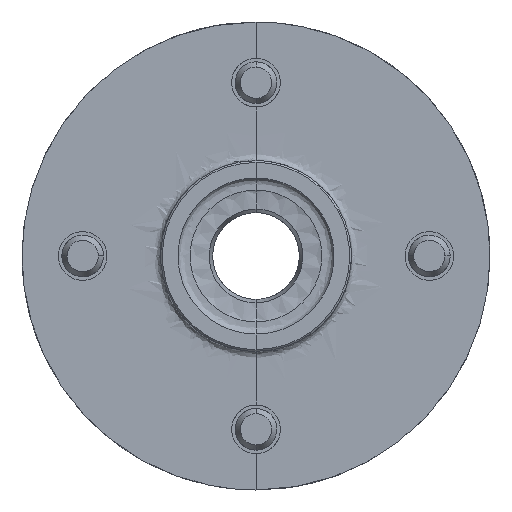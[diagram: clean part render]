
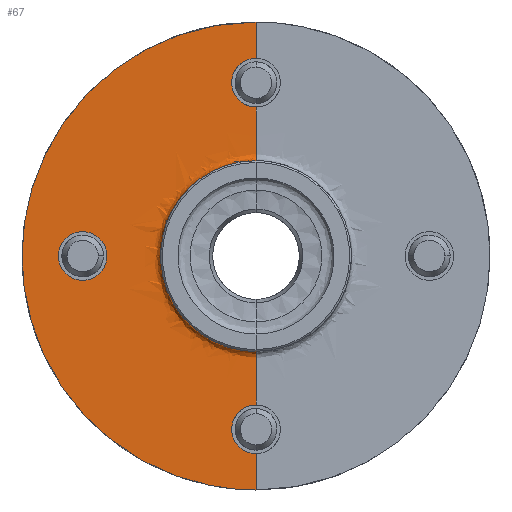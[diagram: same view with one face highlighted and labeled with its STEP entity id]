
A CAD part, front view. The second image highlights one B-rep face of the part: STEP entity #67.
In plain terms, the highlighted free-form (B-spline) face has degree [2, 2] with [5, 7] control points.
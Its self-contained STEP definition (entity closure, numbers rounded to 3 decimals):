
#24=FACE_BOUND('',#384,.T.);
#67=ADVANCED_FACE('',(#225,#24),#2341,.T.);
#225=FACE_OUTER_BOUND('',#383,.T.);
#383=EDGE_LOOP('',(#670,#671,#672,#673,#674,#675,#676,#677,#678,#679));
#384=EDGE_LOOP('',(#680,#681));
#670=ORIENTED_EDGE('',*,*,#1597,.T.);
#671=ORIENTED_EDGE('',*,*,#1601,.T.);
#672=ORIENTED_EDGE('',*,*,#1531,.T.);
#673=ORIENTED_EDGE('',*,*,#1598,.T.);
#674=ORIENTED_EDGE('',*,*,#1404,.F.);
#675=ORIENTED_EDGE('',*,*,#1573,.F.);
#676=ORIENTED_EDGE('',*,*,#1568,.T.);
#677=ORIENTED_EDGE('',*,*,#1683,.T.);
#678=ORIENTED_EDGE('',*,*,#1391,.F.);
#679=ORIENTED_EDGE('',*,*,#1390,.T.);
#680=ORIENTED_EDGE('',*,*,#1541,.T.);
#681=ORIENTED_EDGE('',*,*,#1655,.T.);
#1390=EDGE_CURVE('',#2134,#2263,#1746,.T.);
#1391=EDGE_CURVE('',#2134,#2248,#2015,.T.);
#1404=EDGE_CURVE('',#2146,#2266,#1750,.T.);
#1531=EDGE_CURVE('',#2225,#2265,#1869,.T.);
#1541=EDGE_CURVE('',#2231,#2297,#1877,.T.);
#1568=EDGE_CURVE('',#2247,#2313,#1897,.T.);
#1573=EDGE_CURVE('',#2247,#2146,#1902,.T.);
#1597=EDGE_CURVE('',#2263,#2264,#2051,.T.);
#1598=EDGE_CURVE('',#2265,#2266,#1917,.T.);
#1601=EDGE_CURVE('',#2264,#2225,#1920,.T.);
#1655=EDGE_CURVE('',#2297,#2231,#1960,.T.);
#1683=EDGE_CURVE('',#2313,#2248,#1980,.T.);
#1746=(
BOUNDED_CURVE()
B_SPLINE_CURVE(2,(#4575,#4576,#4577,#4578,#4579),.UNSPECIFIED.,.F.,.F.)
B_SPLINE_CURVE_WITH_KNOTS((3,2,3),(0.,106.029,212.058),
 .UNSPECIFIED.)
CURVE()
GEOMETRIC_REPRESENTATION_ITEM()
RATIONAL_B_SPLINE_CURVE((1.,0.707,1.,0.707,1.))
REPRESENTATION_ITEM('')
);
#1750=(
BOUNDED_CURVE()
B_SPLINE_CURVE(2,(#4619,#4620,#4621,#4622,#4623),.UNSPECIFIED.,.F.,.F.)
B_SPLINE_CURVE_WITH_KNOTS((3,2,3),(0.,106.029,212.058),
 .UNSPECIFIED.)
CURVE()
GEOMETRIC_REPRESENTATION_ITEM()
RATIONAL_B_SPLINE_CURVE((1.,0.707,1.,0.707,1.))
REPRESENTATION_ITEM('')
);
#1869=(
BOUNDED_CURVE()
B_SPLINE_CURVE(2,(#4999,#5000,#5001),.UNSPECIFIED.,.F.,.F.)
B_SPLINE_CURVE_WITH_KNOTS((3,3),(-43.982,-32.987),
 .UNSPECIFIED.)
CURVE()
GEOMETRIC_REPRESENTATION_ITEM()
RATIONAL_B_SPLINE_CURVE((1.,0.707,1.))
REPRESENTATION_ITEM('')
);
#1877=(
BOUNDED_CURVE()
B_SPLINE_CURVE(2,(#5035,#5036,#5037,#5038,#5039),.UNSPECIFIED.,.F.,.F.)
B_SPLINE_CURVE_WITH_KNOTS((3,2,3),(-43.982,-32.987,
-21.991),.UNSPECIFIED.)
CURVE()
GEOMETRIC_REPRESENTATION_ITEM()
RATIONAL_B_SPLINE_CURVE((1.,0.707,1.,0.707,1.))
REPRESENTATION_ITEM('')
);
#1897=(
BOUNDED_CURVE()
B_SPLINE_CURVE(2,(#5137,#5138,#5139),.UNSPECIFIED.,.F.,.F.)
B_SPLINE_CURVE_WITH_KNOTS((3,3),(-32.987,-21.991),
 .UNSPECIFIED.)
CURVE()
GEOMETRIC_REPRESENTATION_ITEM()
RATIONAL_B_SPLINE_CURVE((1.,0.707,1.))
REPRESENTATION_ITEM('')
);
#1902=(
BOUNDED_CURVE()
B_SPLINE_CURVE(2,(#5153,#5154,#5155,#5156,#5157,#5158,#5159),
 .UNSPECIFIED.,.F.,.F.)
B_SPLINE_CURVE_WITH_KNOTS((3,2,2,3),(225.041,238.541,241.682,
244.182),.UNSPECIFIED.)
CURVE()
GEOMETRIC_REPRESENTATION_ITEM()
RATIONAL_B_SPLINE_CURVE((1.,1.,1.,0.707,1.,1.,1.))
REPRESENTATION_ITEM('')
);
#1917=(
BOUNDED_CURVE()
B_SPLINE_CURVE(2,(#5250,#5251,#5252,#5253,#5254,#5255,#5256),
 .UNSPECIFIED.,.F.,.F.)
B_SPLINE_CURVE_WITH_KNOTS((3,2,2,3),(225.041,238.541,241.682,
244.182),.UNSPECIFIED.)
CURVE()
GEOMETRIC_REPRESENTATION_ITEM()
RATIONAL_B_SPLINE_CURVE((1.,1.,1.,0.707,1.,1.,1.))
REPRESENTATION_ITEM('')
);
#1920=(
BOUNDED_CURVE()
B_SPLINE_CURVE(2,(#5267,#5268,#5269),.UNSPECIFIED.,.F.,.F.)
B_SPLINE_CURVE_WITH_KNOTS((3,3),(-10.996,0.),.UNSPECIFIED.)
CURVE()
GEOMETRIC_REPRESENTATION_ITEM()
RATIONAL_B_SPLINE_CURVE((1.,0.707,1.))
REPRESENTATION_ITEM('')
);
#1960=(
BOUNDED_CURVE()
B_SPLINE_CURVE(2,(#5467,#5468,#5469,#5470,#5471),.UNSPECIFIED.,.F.,.F.)
B_SPLINE_CURVE_WITH_KNOTS((3,2,3),(-21.991,-10.996,0.),
 .UNSPECIFIED.)
CURVE()
GEOMETRIC_REPRESENTATION_ITEM()
RATIONAL_B_SPLINE_CURVE((1.,0.707,1.,0.707,1.))
REPRESENTATION_ITEM('')
);
#1980=(
BOUNDED_CURVE()
B_SPLINE_CURVE(2,(#5567,#5568,#5569),.UNSPECIFIED.,.F.,.F.)
B_SPLINE_CURVE_WITH_KNOTS((3,3),(-21.991,-10.996),
 .UNSPECIFIED.)
CURVE()
GEOMETRIC_REPRESENTATION_ITEM()
RATIONAL_B_SPLINE_CURVE((1.,0.707,1.))
REPRESENTATION_ITEM('')
);
#2015=B_SPLINE_CURVE_WITH_KNOTS('',1,(#4580,#4581),.UNSPECIFIED.,.F.,.F.,
(2,2),(200.541,211.041),.UNSPECIFIED.);
#2051=B_SPLINE_CURVE_WITH_KNOTS('',1,(#5248,#5249),.UNSPECIFIED.,.F.,.F.,
(2,2),(200.541,211.041),.UNSPECIFIED.);
#2134=VERTEX_POINT('',#4120);
#2146=VERTEX_POINT('',#4132);
#2225=VERTEX_POINT('',#4211);
#2231=VERTEX_POINT('',#4217);
#2247=VERTEX_POINT('',#4233);
#2248=VERTEX_POINT('',#4234);
#2263=VERTEX_POINT('',#4249);
#2264=VERTEX_POINT('',#4250);
#2265=VERTEX_POINT('',#4251);
#2266=VERTEX_POINT('',#4252);
#2297=VERTEX_POINT('',#4283);
#2313=VERTEX_POINT('',#4299);
#2341=(
BOUNDED_SURFACE()
B_SPLINE_SURFACE(2,2,((#2816,#2817,#2818,#2819,#2820,#2821,#2822),(#2823,
#2824,#2825,#2826,#2827,#2828,#2829),(#2830,#2831,#2832,#2833,#2834,#2835,
#2836),(#2837,#2838,#2839,#2840,#2841,#2842,#2843),(#2844,#2845,#2846,#2847,
#2848,#2849,#2850)),.UNSPECIFIED.,.F.,.F.,.F.)
B_SPLINE_SURFACE_WITH_KNOTS((3,2,3),(3,2,2,3),(0.,106.029,212.058),
(200.541,238.541,241.682,244.182),
 .UNSPECIFIED.)
GEOMETRIC_REPRESENTATION_ITEM()
RATIONAL_B_SPLINE_SURFACE(((1.,1.,1.,0.707,1.,1.,1.),(0.707,
0.707,0.707,0.5,0.707,0.707,
0.707),(1.,1.,1.,0.707,1.,1.,1.),(0.707,
0.707,0.707,0.5,0.707,0.707,
0.707),(1.,1.,1.,0.707,1.,1.,1.)))
REPRESENTATION_ITEM('')
SURFACE()
);
#2816=CARTESIAN_POINT('',(0.,-54.5,67.5));
#2817=CARTESIAN_POINT('',(0.,-54.5,48.5));
#2818=CARTESIAN_POINT('',(0.,-54.5,29.5));
#2819=CARTESIAN_POINT('',(0.,-54.5,27.5));
#2820=CARTESIAN_POINT('',(0.,-56.5,27.5));
#2821=CARTESIAN_POINT('',(0.,-57.75,27.5));
#2822=CARTESIAN_POINT('',(0.,-59.,27.5));
#2823=CARTESIAN_POINT('',(-67.5,-54.5,67.5));
#2824=CARTESIAN_POINT('',(-48.5,-54.5,48.5));
#2825=CARTESIAN_POINT('',(-29.5,-54.5,29.5));
#2826=CARTESIAN_POINT('',(-27.5,-54.5,27.5));
#2827=CARTESIAN_POINT('',(-27.5,-56.5,27.5));
#2828=CARTESIAN_POINT('',(-27.5,-57.75,27.5));
#2829=CARTESIAN_POINT('',(-27.5,-59.,27.5));
#2830=CARTESIAN_POINT('',(-67.5,-54.5,0.));
#2831=CARTESIAN_POINT('',(-48.5,-54.5,0.));
#2832=CARTESIAN_POINT('',(-29.5,-54.5,0.));
#2833=CARTESIAN_POINT('',(-27.5,-54.5,0.));
#2834=CARTESIAN_POINT('',(-27.5,-56.5,0.));
#2835=CARTESIAN_POINT('',(-27.5,-57.75,0.));
#2836=CARTESIAN_POINT('',(-27.5,-59.,0.));
#2837=CARTESIAN_POINT('',(-67.5,-54.5,-67.5));
#2838=CARTESIAN_POINT('',(-48.5,-54.5,-48.5));
#2839=CARTESIAN_POINT('',(-29.5,-54.5,-29.5));
#2840=CARTESIAN_POINT('',(-27.5,-54.5,-27.5));
#2841=CARTESIAN_POINT('',(-27.5,-56.5,-27.5));
#2842=CARTESIAN_POINT('',(-27.5,-57.75,-27.5));
#2843=CARTESIAN_POINT('',(-27.5,-59.,-27.5));
#2844=CARTESIAN_POINT('',(0.,-54.5,-67.5));
#2845=CARTESIAN_POINT('',(0.,-54.5,-48.5));
#2846=CARTESIAN_POINT('',(0.,-54.5,-29.5));
#2847=CARTESIAN_POINT('',(0.,-54.5,-27.5));
#2848=CARTESIAN_POINT('',(0.,-56.5,-27.5));
#2849=CARTESIAN_POINT('',(0.,-57.75,-27.5));
#2850=CARTESIAN_POINT('',(0.,-59.,-27.5));
#4120=CARTESIAN_POINT('',(0.,-54.5,67.5));
#4132=CARTESIAN_POINT('',(0.,-59.,27.5));
#4211=CARTESIAN_POINT('',(-7.,-54.5,-50.));
#4217=CARTESIAN_POINT('',(-50.,-54.5,7.));
#4233=CARTESIAN_POINT('',(0.,-54.5,43.));
#4234=CARTESIAN_POINT('',(0.,-54.5,57.));
#4249=CARTESIAN_POINT('',(0.,-54.5,-67.5));
#4250=CARTESIAN_POINT('',(0.,-54.5,-57.));
#4251=CARTESIAN_POINT('',(0.,-54.5,-43.));
#4252=CARTESIAN_POINT('',(0.,-59.,-27.5));
#4283=CARTESIAN_POINT('',(-50.,-54.5,-7.));
#4299=CARTESIAN_POINT('',(-7.,-54.5,50.));
#4575=CARTESIAN_POINT('',(0.,-54.5,67.5));
#4576=CARTESIAN_POINT('',(-67.5,-54.5,67.5));
#4577=CARTESIAN_POINT('',(-67.5,-54.5,0.));
#4578=CARTESIAN_POINT('',(-67.5,-54.5,-67.5));
#4579=CARTESIAN_POINT('',(0.,-54.5,-67.5));
#4580=CARTESIAN_POINT('',(0.,-54.5,67.5));
#4581=CARTESIAN_POINT('',(0.,-54.5,57.));
#4619=CARTESIAN_POINT('',(0.,-59.,27.5));
#4620=CARTESIAN_POINT('',(-27.5,-59.,27.5));
#4621=CARTESIAN_POINT('',(-27.5,-59.,0.));
#4622=CARTESIAN_POINT('',(-27.5,-59.,-27.5));
#4623=CARTESIAN_POINT('',(0.,-59.,-27.5));
#4999=CARTESIAN_POINT('',(-7.,-54.5,-50.));
#5000=CARTESIAN_POINT('',(-7.,-54.5,-43.));
#5001=CARTESIAN_POINT('',(0.,-54.5,-43.));
#5035=CARTESIAN_POINT('',(-50.,-54.5,7.));
#5036=CARTESIAN_POINT('',(-43.,-54.5,7.));
#5037=CARTESIAN_POINT('',(-43.,-54.5,0.));
#5038=CARTESIAN_POINT('',(-43.,-54.5,-7.));
#5039=CARTESIAN_POINT('',(-50.,-54.5,-7.));
#5137=CARTESIAN_POINT('',(0.,-54.5,43.));
#5138=CARTESIAN_POINT('',(-7.,-54.5,43.));
#5139=CARTESIAN_POINT('',(-7.,-54.5,50.));
#5153=CARTESIAN_POINT('',(0.,-54.5,43.));
#5154=CARTESIAN_POINT('',(0.,-54.5,36.25));
#5155=CARTESIAN_POINT('',(0.,-54.5,29.5));
#5156=CARTESIAN_POINT('',(0.,-54.5,27.5));
#5157=CARTESIAN_POINT('',(0.,-56.5,27.5));
#5158=CARTESIAN_POINT('',(0.,-57.75,27.5));
#5159=CARTESIAN_POINT('',(0.,-59.,27.5));
#5248=CARTESIAN_POINT('',(0.,-54.5,-67.5));
#5249=CARTESIAN_POINT('',(0.,-54.5,-57.));
#5250=CARTESIAN_POINT('',(0.,-54.5,-43.));
#5251=CARTESIAN_POINT('',(0.,-54.5,-36.25));
#5252=CARTESIAN_POINT('',(0.,-54.5,-29.5));
#5253=CARTESIAN_POINT('',(0.,-54.5,-27.5));
#5254=CARTESIAN_POINT('',(0.,-56.5,-27.5));
#5255=CARTESIAN_POINT('',(0.,-57.75,-27.5));
#5256=CARTESIAN_POINT('',(0.,-59.,-27.5));
#5267=CARTESIAN_POINT('',(0.,-54.5,-57.));
#5268=CARTESIAN_POINT('',(-7.,-54.5,-57.));
#5269=CARTESIAN_POINT('',(-7.,-54.5,-50.));
#5467=CARTESIAN_POINT('',(-50.,-54.5,-7.));
#5468=CARTESIAN_POINT('',(-57.,-54.5,-7.));
#5469=CARTESIAN_POINT('',(-57.,-54.5,0.));
#5470=CARTESIAN_POINT('',(-57.,-54.5,7.));
#5471=CARTESIAN_POINT('',(-50.,-54.5,7.));
#5567=CARTESIAN_POINT('',(-7.,-54.5,50.));
#5568=CARTESIAN_POINT('',(-7.,-54.5,57.));
#5569=CARTESIAN_POINT('',(0.,-54.5,57.));
